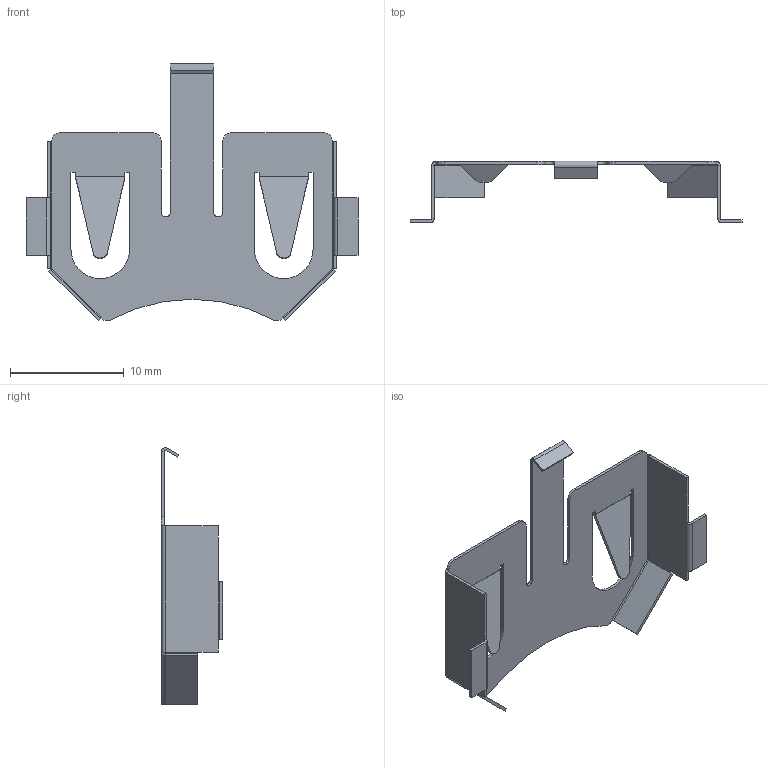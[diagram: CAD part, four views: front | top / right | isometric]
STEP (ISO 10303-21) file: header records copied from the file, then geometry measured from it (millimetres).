
FILE_DESCRIPTION (( 'STEP AP214' ), '1' );
FILE_NAME ('BK-950.STEP', '2021-05-01T22:33:46', ( '' ), ( '' ), 'SwSTEP 2.0', 'SolidWorks 2017', '' );
FILE_SCHEMA (( 'AUTOMOTIVE_DESIGN' ));
Length unit declared in the file: millimetre
Products named in the file (1): BK-950
Bounding box: 29.21 x 5.38 x 22.61 mm (x, y, z)
Volume: 127.1 mm3; surface area: 1078.9 mm2
Topology: 1 solids, 1 shells, 126 faces, 305 edges, 182 vertices
Faces by surface type: plane 92, cylinder 30, bspline 4
Entity records: 3715 total; most frequent: CARTESIAN_POINT 746, ORIENTED_EDGE 610, DIRECTION 595, EDGE_CURVE 305, LINE 245, VECTOR 245, VERTEX_POINT 182, AXIS2_PLACEMENT_3D 175
